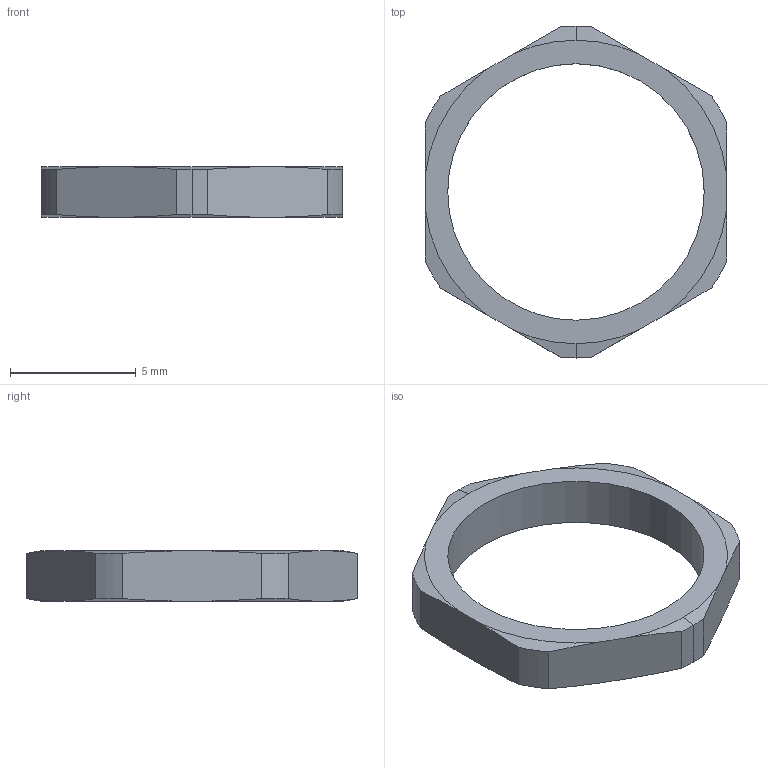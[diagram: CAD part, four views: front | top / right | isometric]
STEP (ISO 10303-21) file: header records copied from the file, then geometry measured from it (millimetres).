
FILE_DESCRIPTION(('CATIA V5 STEP Exchange','CAx-IF Rec.Pracs.--- Model Styling and Organization---1.4--- 2014-01-23'),'2;1');
FILE_NAME ('1235322-5_1', '2020-04-17T08:37:17+00:00', ('none'), ('Weidmueller'), 'CATIA Version 5-6 Release 2016 SP3 HF44', 'CATIA V5 STEP AP214', 'none');
FILE_SCHEMA(('AUTOMOTIVE_DESIGN { 1 0 10303 214 1 1 1 1 }'));
Length unit declared in the file: millimetre
Products named in the file (1): 2739640000
Bounding box: 12 x 13.2 x 2 mm (x, y, z)
Volume: 82.9 mm3; surface area: 225.3 mm2
Topology: 1 solids, 1 shells, 34 faces, 96 edges, 64 vertices
Faces by surface type: cone 16, cylinder 10, plane 8
Entity records: 1279 total; most frequent: CARTESIAN_POINT 437, ORIENTED_EDGE 192, DIRECTION 130, EDGE_CURVE 96, AXIS2_PLACEMENT_3D 66, VERTEX_POINT 64, EDGE_LOOP 36, ADVANCED_FACE 34
